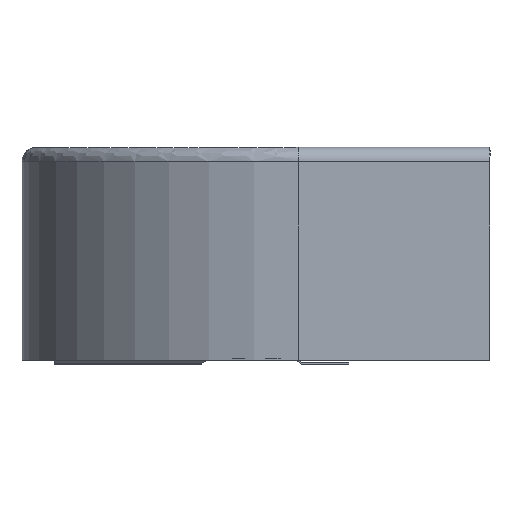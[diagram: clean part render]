
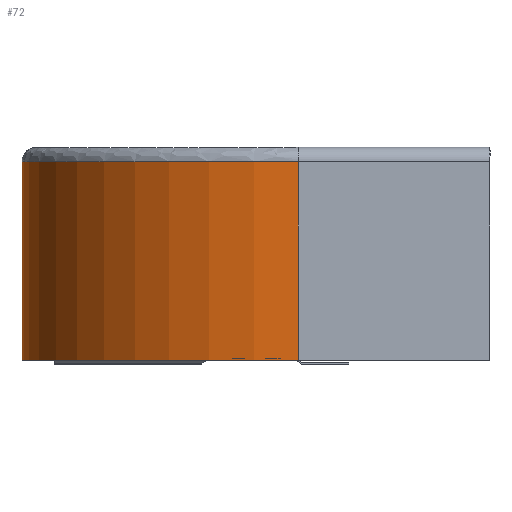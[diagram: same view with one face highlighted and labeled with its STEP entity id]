
A CAD part, left-side view. The second image highlights one B-rep face of the part: STEP entity #72.
In plain terms, the highlighted free-form (B-spline) face has degree [2, 1] with [9, 2] control points.
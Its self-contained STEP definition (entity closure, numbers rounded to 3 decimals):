
#72=ADVANCED_FACE('',(#154),#1159,.T.);
#154=FACE_OUTER_BOUND('',#236,.T.);
#236=EDGE_LOOP('',(#510,#511,#512,#513));
#510=ORIENTED_EDGE('',*,*,#762,.T.);
#511=ORIENTED_EDGE('',*,*,#760,.T.);
#512=ORIENTED_EDGE('',*,*,#761,.F.);
#513=ORIENTED_EDGE('',*,*,#784,.F.);
#760=EDGE_CURVE('',#1104,#1103,#848,.T.);
#761=EDGE_CURVE('',#1106,#1103,#849,.T.);
#762=EDGE_CURVE('',#1105,#1104,#850,.T.);
#784=EDGE_CURVE('',#1105,#1106,#855,.T.);
#848=(
BOUNDED_CURVE()
B_SPLINE_CURVE(2,(#2662,#2663,#2664),.UNSPECIFIED.,.F.,.F.)
B_SPLINE_CURVE_WITH_KNOTS((3,3),(0.,233.263),.UNSPECIFIED.)
CURVE()
GEOMETRIC_REPRESENTATION_ITEM()
RATIONAL_B_SPLINE_CURVE((1.,0.707,1.))
REPRESENTATION_ITEM('')
);
#849=(
BOUNDED_CURVE()
B_SPLINE_CURVE(1,(#2665,#2666),.UNSPECIFIED.,.F.,.F.)
B_SPLINE_CURVE_WITH_KNOTS((2,2),(1.685,104.5),.UNSPECIFIED.)
CURVE()
GEOMETRIC_REPRESENTATION_ITEM()
RATIONAL_B_SPLINE_CURVE((1.,1.))
REPRESENTATION_ITEM('')
);
#850=(
BOUNDED_CURVE()
B_SPLINE_CURVE(1,(#2667,#2668),.UNSPECIFIED.,.F.,.F.)
B_SPLINE_CURVE_WITH_KNOTS((2,2),(1.685,104.5),.UNSPECIFIED.)
CURVE()
GEOMETRIC_REPRESENTATION_ITEM()
RATIONAL_B_SPLINE_CURVE((1.,1.))
REPRESENTATION_ITEM('')
);
#855=(
BOUNDED_CURVE()
B_SPLINE_CURVE(2,(#2713,#2714,#2715),.UNSPECIFIED.,.F.,.F.)
B_SPLINE_CURVE_WITH_KNOTS((3,3),(233.263,466.527),
 .UNSPECIFIED.)
CURVE()
GEOMETRIC_REPRESENTATION_ITEM()
RATIONAL_B_SPLINE_CURVE((1.,0.707,1.))
REPRESENTATION_ITEM('')
);
#1103=VERTEX_POINT('',#2621);
#1104=VERTEX_POINT('',#2622);
#1105=VERTEX_POINT('',#2623);
#1106=VERTEX_POINT('',#2624);
#1159=(
BOUNDED_SURFACE()
B_SPLINE_SURFACE(2,1,((#2248,#2249),(#2250,#2251),(#2252,#2253),(#2254,
#2255),(#2256,#2257),(#2258,#2259),(#2260,#2261),(#2262,#2263),(#2264,#2265)),
 .UNSPECIFIED.,.T.,.F.,.F.)
B_SPLINE_SURFACE_WITH_KNOTS((3,2,2,2,3),(2,2),(0.,233.263,466.527,
699.79,933.053),(0.,125.402),.UNSPECIFIED.)
GEOMETRIC_REPRESENTATION_ITEM()
RATIONAL_B_SPLINE_SURFACE(((1.,1.),(0.707,0.707),
(1.,1.),(0.707,0.707),(1.,1.),(0.707,
0.707),(1.,1.),(0.707,0.707),(1.,1.)))
REPRESENTATION_ITEM('')
SURFACE()
);
#2248=CARTESIAN_POINT('',(-103.,-297.,117.201));
#2249=CARTESIAN_POINT('',(-103.,-297.,-8.201));
#2250=CARTESIAN_POINT('',(-251.5,-297.,117.201));
#2251=CARTESIAN_POINT('',(-251.5,-297.,-8.201));
#2252=CARTESIAN_POINT('',(-251.5,-148.5,117.201));
#2253=CARTESIAN_POINT('',(-251.5,-148.5,-8.201));
#2254=CARTESIAN_POINT('',(-251.5,0.,117.201));
#2255=CARTESIAN_POINT('',(-251.5,0.,-8.201));
#2256=CARTESIAN_POINT('',(-103.,0.,117.201));
#2257=CARTESIAN_POINT('',(-103.,0.,-8.201));
#2258=CARTESIAN_POINT('',(45.5,0.,117.201));
#2259=CARTESIAN_POINT('',(45.5,0.,-8.201));
#2260=CARTESIAN_POINT('',(45.5,-148.5,117.201));
#2261=CARTESIAN_POINT('',(45.5,-148.5,-8.201));
#2262=CARTESIAN_POINT('',(45.5,-297.,117.201));
#2263=CARTESIAN_POINT('',(45.5,-297.,-8.201));
#2264=CARTESIAN_POINT('',(-103.,-297.,117.201));
#2265=CARTESIAN_POINT('',(-103.,-297.,-8.201));
#2621=CARTESIAN_POINT('',(-103.,0.,106.75));
#2622=CARTESIAN_POINT('',(-251.5,-148.5,106.75));
#2623=CARTESIAN_POINT('',(-251.5,-148.5,0.));
#2624=CARTESIAN_POINT('',(-103.,0.,0.));
#2662=CARTESIAN_POINT('',(-251.5,-148.5,106.75));
#2663=CARTESIAN_POINT('',(-251.5,0.,106.75));
#2664=CARTESIAN_POINT('',(-103.,0.,106.75));
#2665=CARTESIAN_POINT('',(-103.,0.,0.));
#2666=CARTESIAN_POINT('',(-103.,0.,106.75));
#2667=CARTESIAN_POINT('',(-251.5,-148.5,0.));
#2668=CARTESIAN_POINT('',(-251.5,-148.5,106.75));
#2713=CARTESIAN_POINT('',(-251.5,-148.5,0.));
#2714=CARTESIAN_POINT('',(-251.5,0.,0.));
#2715=CARTESIAN_POINT('',(-103.,0.,0.));
